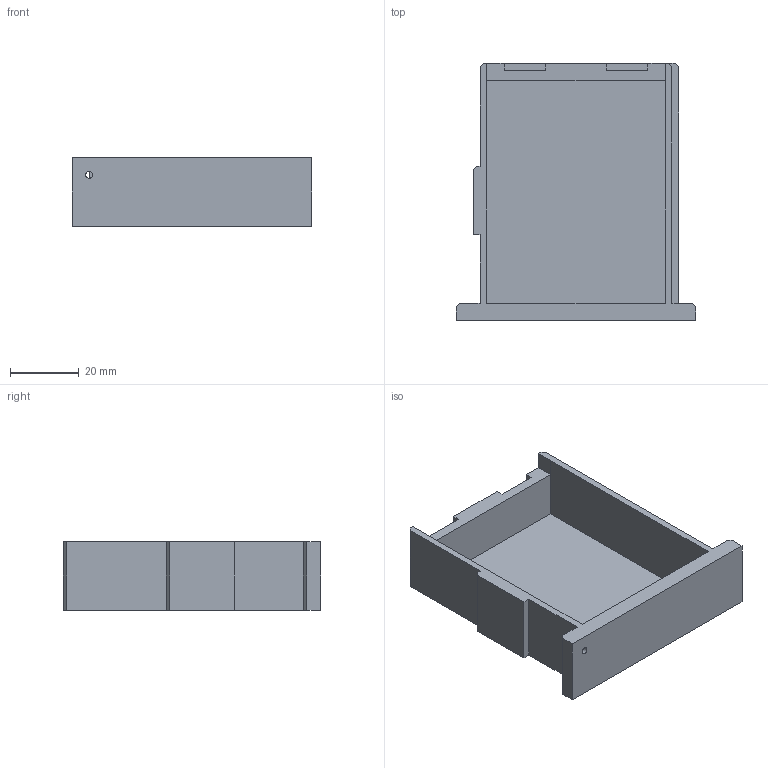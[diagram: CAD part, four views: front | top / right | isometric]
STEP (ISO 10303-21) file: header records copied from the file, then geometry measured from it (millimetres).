
FILE_DESCRIPTION(('FreeCAD Model'),'2;1');
FILE_NAME('Batteriefach.step', '2020-03-10T09:51:14',(''),(''),'Open CASCADE STEP processor 7.3', 'FreeCAD','Unknown');
FILE_SCHEMA(('AUTOMOTIVE_DESIGN { 1 0 10303 214 1 1 1 1 }'));
Length unit declared in the file: millimetre
Products named in the file (1): Body
Bounding box: 70 x 75 x 20 mm (x, y, z)
Volume: 21438.3 mm3; surface area: 18813.6 mm2
Topology: 1 solids, 1 shells, 39 faces, 110 edges, 73 vertices
Faces by surface type: plane 38, cylinder 1
Full cylindrical faces by diameter (mm): 2 x1
Entity records: 2699 total; most frequent: CARTESIAN_POINT 455, DIRECTION 410, LINE 326, VECTOR 326, ORIENTED_EDGE 220, PCURVE 220, DEFINITIONAL_REPRESENTATION 220, EDGE_CURVE 110
